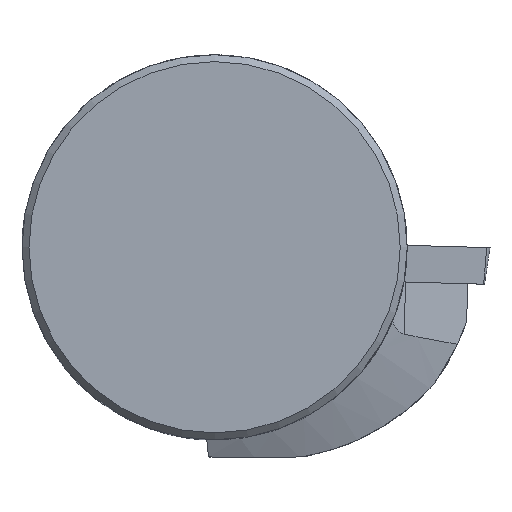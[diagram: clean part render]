
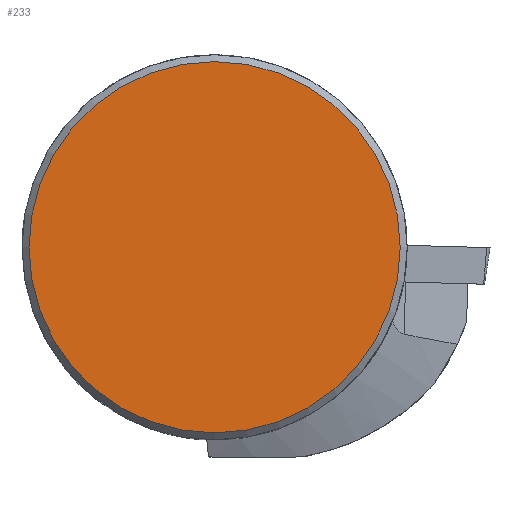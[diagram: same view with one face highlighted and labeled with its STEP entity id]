
A CAD part, top view. The second image highlights one B-rep face of the part: STEP entity #233.
In plain terms, the highlighted planar face has unit normal (0, 0, 1).
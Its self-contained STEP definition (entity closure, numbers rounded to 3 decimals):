
#174=CIRCLE('',#905,12.049);
#233=ADVANCED_FACE('',(#298),#269,.T.);
#269=PLANE('',#924);
#298=FACE_OUTER_BOUND('',#332,.T.);
#332=EDGE_LOOP('',(#476));
#476=ORIENTED_EDGE('',*,*,#676,.T.);
#599=VERTEX_POINT('',#1343);
#676=EDGE_CURVE('',#599,#599,#174,.T.);
#905=AXIS2_PLACEMENT_3D('',#1342,#1037,#1038);
#924=AXIS2_PLACEMENT_3D('',#1505,#1082,#1083);
#1037=DIRECTION('',(0.,0.,1.));
#1038=DIRECTION('',(1.,0.,0.));
#1082=DIRECTION('',(0.,0.,1.));
#1083=DIRECTION('',(1.,0.,0.));
#1342=CARTESIAN_POINT('',(0.,0.,0.));
#1343=CARTESIAN_POINT('',(12.049,0.,0.));
#1505=CARTESIAN_POINT('',(0.,0.,0.));
